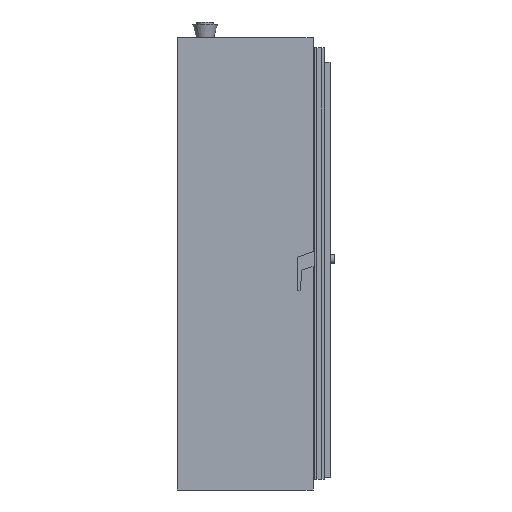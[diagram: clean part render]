
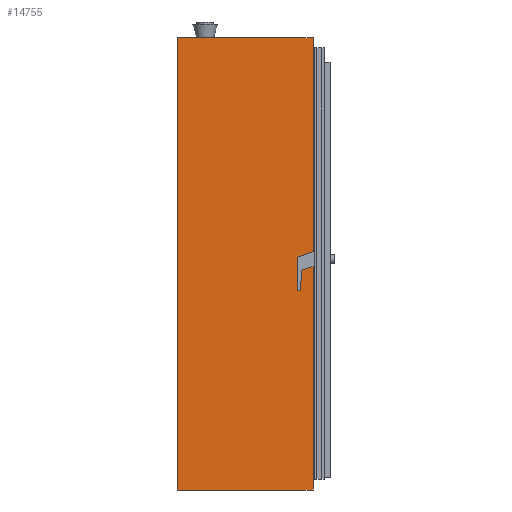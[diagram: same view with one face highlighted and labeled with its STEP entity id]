
A CAD part, left-side view. The second image highlights one B-rep face of the part: STEP entity #14755.
In plain terms, the highlighted planar face has unit normal (-1, 0, 0).
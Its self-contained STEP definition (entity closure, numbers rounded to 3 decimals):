
#764=FACE_OUTER_BOUND('',#1591,.T.);
#1591=EDGE_LOOP('',(#9528,#9529,#9530,#9531));
#2605=LINE('',#19998,#4281);
#2608=LINE('',#20004,#4284);
#2609=LINE('',#20006,#4285);
#2610=LINE('',#20007,#4286);
#4281=VECTOR('',#16732,10.);
#4284=VECTOR('',#16737,10.);
#4285=VECTOR('',#16738,10.);
#4286=VECTOR('',#16739,10.);
#5903=VERTEX_POINT('',#19995);
#5904=VERTEX_POINT('',#19997);
#5906=VERTEX_POINT('',#20003);
#5907=VERTEX_POINT('',#20005);
#7314=EDGE_CURVE('',#5903,#5904,#2605,.T.);
#7317=EDGE_CURVE('',#5906,#5903,#2608,.T.);
#7318=EDGE_CURVE('',#5907,#5906,#2609,.T.);
#7319=EDGE_CURVE('',#5904,#5907,#2610,.T.);
#9528=ORIENTED_EDGE('',*,*,#7317,.F.);
#9529=ORIENTED_EDGE('',*,*,#7318,.F.);
#9530=ORIENTED_EDGE('',*,*,#7319,.F.);
#9531=ORIENTED_EDGE('',*,*,#7314,.F.);
#13337=PLANE('',#15688);
#14755=ADVANCED_FACE('',(#764),#13337,.T.);
#15688=AXIS2_PLACEMENT_3D('',#20002,#16735,#16736);
#16732=DIRECTION('',(0.,0.,1.));
#16735=DIRECTION('center_axis',(-1.,0.,0.));
#16736=DIRECTION('ref_axis',(0.,0.,-1.));
#16737=DIRECTION('',(0.,1.,0.));
#16738=DIRECTION('',(0.,0.,-1.));
#16739=DIRECTION('',(0.,-1.,0.));
#19995=CARTESIAN_POINT('',(-299.053,307.75,-1025.125));
#19997=CARTESIAN_POINT('',(-299.053,307.75,1025.125));
#19998=CARTESIAN_POINT('',(-299.053,307.75,1025.125));
#20002=CARTESIAN_POINT('Origin',(-299.053,0.,1025.125));
#20003=CARTESIAN_POINT('',(-299.053,-307.75,-1025.125));
#20004=CARTESIAN_POINT('',(-299.053,0.,-1025.125));
#20005=CARTESIAN_POINT('',(-299.053,-307.75,1025.125));
#20006=CARTESIAN_POINT('',(-299.053,-307.75,1025.125));
#20007=CARTESIAN_POINT('',(-299.053,0.,1025.125));
